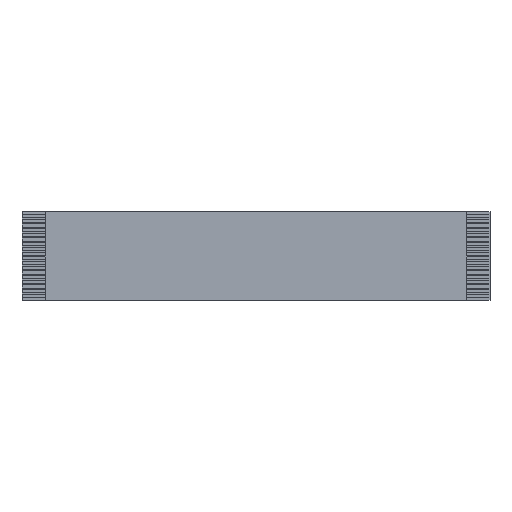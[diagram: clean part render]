
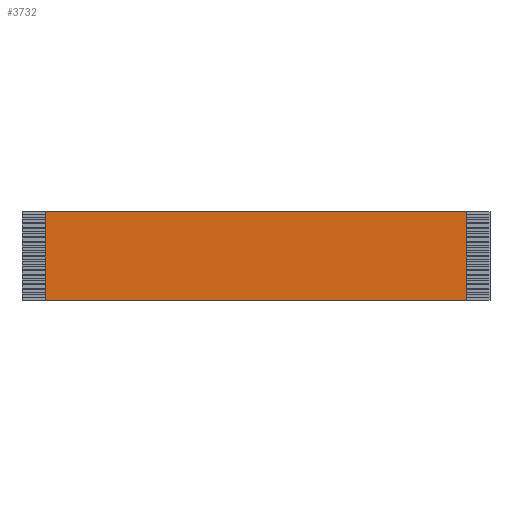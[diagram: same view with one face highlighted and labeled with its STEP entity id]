
A CAD part, top view. The second image highlights one B-rep face of the part: STEP entity #3732.
In plain terms, the highlighted planar face has unit normal (0, 0, 1).
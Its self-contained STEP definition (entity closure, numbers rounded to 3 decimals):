
#793=ORIENTED_EDGE('',*,*,#1129,.T.);
#794=ORIENTED_EDGE('',*,*,#1242,.F.);
#795=ORIENTED_EDGE('',*,*,#1126,.F.);
#796=ORIENTED_EDGE('',*,*,#1241,.T.);
#1126=EDGE_CURVE('',#1483,#1484,#1776,.T.);
#1129=EDGE_CURVE('',#1486,#1485,#1779,.T.);
#1241=EDGE_CURVE('',#1483,#1486,#1891,.T.);
#1242=EDGE_CURVE('',#1484,#1485,#1892,.T.);
#1483=VERTEX_POINT('',#5114);
#1484=VERTEX_POINT('',#5116);
#1485=VERTEX_POINT('',#5120);
#1486=VERTEX_POINT('',#5122);
#1776=LINE('',#5115,#2182);
#1779=LINE('',#5121,#2185);
#1891=LINE('',#5311,#2297);
#1892=LINE('',#5313,#2298);
#2182=VECTOR('',#4257,1000.);
#2185=VECTOR('',#4262,1000.);
#2297=VECTOR('',#4528,1000.);
#2298=VECTOR('',#4531,1000.);
#2425=EDGE_LOOP('',(#793,#794,#795,#796));
#2553=FACE_BOUND('',#2425,.T.);
#2681=PLANE('',#3867);
#3732=ADVANCED_FACE('',(#2553),#2681,.F.);
#3867=AXIS2_PLACEMENT_3D('',#5312,#4529,#4530);
#4257=DIRECTION('',(1.,0.,0.));
#4262=DIRECTION('',(1.,0.,0.));
#4528=DIRECTION('',(0.,-1.,0.));
#4529=DIRECTION('',(0.,0.,-1.));
#4530=DIRECTION('',(-1.,0.,0.));
#4531=DIRECTION('',(0.,-1.,0.));
#5114=CARTESIAN_POINT('',(-45.,9.5,0.138));
#5115=CARTESIAN_POINT('',(-45.,9.5,0.138));
#5116=CARTESIAN_POINT('',(45.,9.5,0.138));
#5120=CARTESIAN_POINT('',(45.,-9.5,0.138));
#5121=CARTESIAN_POINT('',(-45.,-9.5,0.138));
#5122=CARTESIAN_POINT('',(-45.,-9.5,0.138));
#5311=CARTESIAN_POINT('',(-45.,9.5,0.138));
#5312=CARTESIAN_POINT('',(-45.,9.5,0.138));
#5313=CARTESIAN_POINT('',(45.,9.5,0.138));
